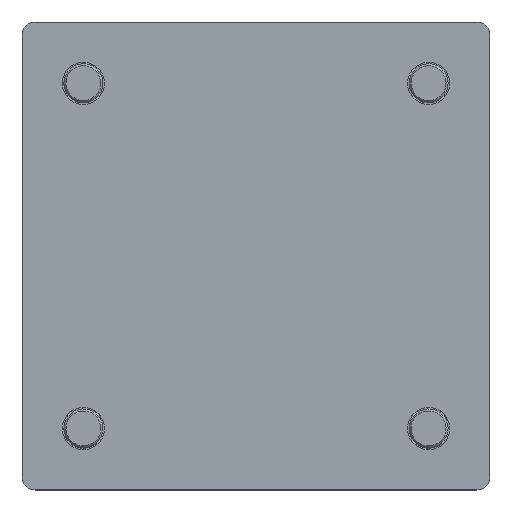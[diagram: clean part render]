
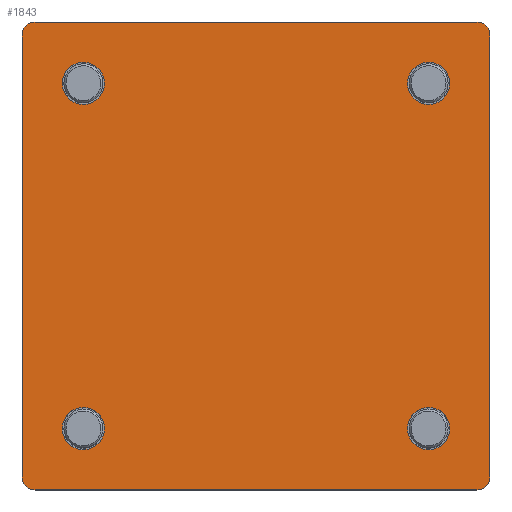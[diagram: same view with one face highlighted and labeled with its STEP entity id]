
A CAD part, top view. The second image highlights one B-rep face of the part: STEP entity #1843.
In plain terms, the highlighted planar face has unit normal (0, 0, 1).
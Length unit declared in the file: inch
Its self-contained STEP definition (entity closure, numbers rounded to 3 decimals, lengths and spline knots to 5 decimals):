
#14 = FACE_BOUND ( 'NONE', #637, .T. ) ;
#42 = CIRCLE ( 'NONE', #1736, 0.125 ) ;
#43 = DIRECTION ( 'NONE',  ( -1., 0., 0. ) ) ;
#54 = EDGE_CURVE ( 'NONE', #2930, #1989, #1072, .T. ) ;
#61 = DIRECTION ( 'NONE',  ( -1., 0., 0. ) ) ;
#71 = EDGE_CURVE ( 'NONE', #1712, #500, #4053, .T. ) ;
#88 = ORIENTED_EDGE ( 'NONE', *, *, #591, .T. ) ;
#232 = CIRCLE ( 'NONE', #3442, 0.125 ) ;
#239 = CARTESIAN_POINT ( 'NONE',  ( -1.66, -1.66, 0.625 ) ) ;
#251 = ORIENTED_EDGE ( 'NONE', *, *, #1440, .T. ) ;
#276 = AXIS2_PLACEMENT_3D ( 'NONE', #2035, #1980, #61 ) ;
#277 = VERTEX_POINT ( 'NONE', #456 ) ;
#313 = CIRCLE ( 'NONE', #1295, 0.203 ) ;
#350 = ORIENTED_EDGE ( 'NONE', *, *, #4025, .F. ) ;
#359 = DIRECTION ( 'NONE',  ( 0., 0., 1. ) ) ;
#394 = CARTESIAN_POINT ( 'NONE',  ( 1.457, 1.66, 0.625 ) ) ;
#456 = CARTESIAN_POINT ( 'NONE',  ( 2.25, -2.125, 0.625 ) ) ;
#475 = DIRECTION ( 'NONE',  ( 0., 0., 1. ) ) ;
#500 = VERTEX_POINT ( 'NONE', #3203 ) ;
#571 = EDGE_LOOP ( 'NONE', ( #2253, #4154 ) ) ;
#587 = AXIS2_PLACEMENT_3D ( 'NONE', #842, #800, #2535 ) ;
#591 = EDGE_CURVE ( 'NONE', #1481, #277, #42, .T. ) ;
#628 = VERTEX_POINT ( 'NONE', #2594 ) ;
#637 = EDGE_LOOP ( 'NONE', ( #350, #726 ) ) ;
#645 = FACE_BOUND ( 'NONE', #571, .T. ) ;
#726 = ORIENTED_EDGE ( 'NONE', *, *, #3286, .F. ) ;
#775 = CARTESIAN_POINT ( 'NONE',  ( 1.66, 1.66, 0.625 ) ) ;
#800 = DIRECTION ( 'NONE',  ( 0., 0., 1. ) ) ;
#842 = CARTESIAN_POINT ( 'NONE',  ( 1.66, 1.66, 0.625 ) ) ;
#855 = LINE ( 'NONE', #2878, #3157 ) ;
#872 = ORIENTED_EDGE ( 'NONE', *, *, #54, .F. ) ;
#896 = CIRCLE ( 'NONE', #4219, 0.203 ) ;
#907 = VERTEX_POINT ( 'NONE', #2491 ) ;
#922 = DIRECTION ( 'NONE',  ( -1., 0., 0. ) ) ;
#929 = DIRECTION ( 'NONE',  ( 0., 0., 1. ) ) ;
#973 = DIRECTION ( 'NONE',  ( 0., 0., 1. ) ) ;
#1072 = CIRCLE ( 'NONE', #1491, 0.203 ) ;
#1087 = CARTESIAN_POINT ( 'NONE',  ( -1.66, 1.66, 0.625 ) ) ;
#1120 = CARTESIAN_POINT ( 'NONE',  ( -2.25, -2.25, 0.625 ) ) ;
#1156 = EDGE_CURVE ( 'NONE', #1989, #2930, #1566, .T. ) ;
#1264 = VERTEX_POINT ( 'NONE', #4222 ) ;
#1269 = VERTEX_POINT ( 'NONE', #4136 ) ;
#1295 = AXIS2_PLACEMENT_3D ( 'NONE', #239, #2191, #4217 ) ;
#1342 = FACE_BOUND ( 'NONE', #1385, .T. ) ;
#1356 = CARTESIAN_POINT ( 'NONE',  ( 1.457, -1.66, 0.625 ) ) ;
#1371 = ORIENTED_EDGE ( 'NONE', *, *, #1156, .F. ) ;
#1385 = EDGE_LOOP ( 'NONE', ( #872, #1371 ) ) ;
#1395 = VERTEX_POINT ( 'NONE', #2045 ) ;
#1417 = DIRECTION ( 'NONE',  ( 0., 0., 1. ) ) ;
#1418 = ORIENTED_EDGE ( 'NONE', *, *, #3693, .T. ) ;
#1440 = EDGE_CURVE ( 'NONE', #1750, #1269, #2396, .T. ) ;
#1458 = CARTESIAN_POINT ( 'NONE',  ( -2.25, -2.25, 0.625 ) ) ;
#1481 = VERTEX_POINT ( 'NONE', #3648 ) ;
#1491 = AXIS2_PLACEMENT_3D ( 'NONE', #2515, #3812, #2172 ) ;
#1505 = VECTOR ( 'NONE', #3084, 39.37008 ) ;
#1510 = DIRECTION ( 'NONE',  ( 1., 0., 0. ) ) ;
#1528 = ORIENTED_EDGE ( 'NONE', *, *, #3620, .T. ) ;
#1566 = CIRCLE ( 'NONE', #3989, 0.203 ) ;
#1641 = DIRECTION ( 'NONE',  ( -1., 0., 0. ) ) ;
#1702 = DIRECTION ( 'NONE',  ( -1., 0., 0. ) ) ;
#1712 = VERTEX_POINT ( 'NONE', #394 ) ;
#1726 = AXIS2_PLACEMENT_3D ( 'NONE', #775, #1417, #2752 ) ;
#1736 = AXIS2_PLACEMENT_3D ( 'NONE', #2952, #929, #1641 ) ;
#1750 = VERTEX_POINT ( 'NONE', #2650 ) ;
#1787 = CIRCLE ( 'NONE', #1726, 0.203 ) ;
#1809 = DIRECTION ( 'NONE',  ( 0., 0., 1. ) ) ;
#1828 = VERTEX_POINT ( 'NONE', #3403 ) ;
#1843 = ADVANCED_FACE ( 'NONE', ( #14, #2366, #3658, #1342, #645 ), #3074, .F. ) ;
#1853 = DIRECTION ( 'NONE',  ( -1., 0., 0. ) ) ;
#1878 = AXIS2_PLACEMENT_3D ( 'NONE', #2368, #359, #1702 ) ;
#1913 = LINE ( 'NONE', #2924, #2116 ) ;
#1980 = DIRECTION ( 'NONE',  ( 0., 0., -1. ) ) ;
#1989 = VERTEX_POINT ( 'NONE', #2469 ) ;
#2021 = EDGE_CURVE ( 'NONE', #1269, #1481, #3473, .T. ) ;
#2035 = CARTESIAN_POINT ( 'NONE',  ( -2.25, 2.25, 0.625 ) ) ;
#2045 = CARTESIAN_POINT ( 'NONE',  ( -1.863, 1.66, 0.625 ) ) ;
#2048 = CARTESIAN_POINT ( 'NONE',  ( -2.25, 2.125, 0.625 ) ) ;
#2079 = AXIS2_PLACEMENT_3D ( 'NONE', #4091, #2455, #43 ) ;
#2114 = AXIS2_PLACEMENT_3D ( 'NONE', #3970, #2622, #4015 ) ;
#2116 = VECTOR ( 'NONE', #922, 39.37008 ) ;
#2172 = DIRECTION ( 'NONE',  ( -1., 0., 0. ) ) ;
#2185 = VERTEX_POINT ( 'NONE', #3252 ) ;
#2191 = DIRECTION ( 'NONE',  ( 0., 0., 1. ) ) ;
#2203 = ORIENTED_EDGE ( 'NONE', *, *, #71, .F. ) ;
#2226 = VECTOR ( 'NONE', #1510, 39.37008 ) ;
#2228 = ORIENTED_EDGE ( 'NONE', *, *, #3935, .T. ) ;
#2242 = DIRECTION ( 'NONE',  ( 0., 0., 1. ) ) ;
#2246 = EDGE_LOOP ( 'NONE', ( #2203, #3718 ) ) ;
#2253 = ORIENTED_EDGE ( 'NONE', *, *, #3491, .F. ) ;
#2274 = ORIENTED_EDGE ( 'NONE', *, *, #2851, .T. ) ;
#2366 = FACE_BOUND ( 'NONE', #2246, .T. ) ;
#2368 = CARTESIAN_POINT ( 'NONE',  ( -1.66, 1.66, 0.625 ) ) ;
#2396 = CIRCLE ( 'NONE', #2114, 0.125 ) ;
#2455 = DIRECTION ( 'NONE',  ( 0., 0., 1. ) ) ;
#2469 = CARTESIAN_POINT ( 'NONE',  ( 1.863, -1.66, 0.625 ) ) ;
#2491 = CARTESIAN_POINT ( 'NONE',  ( -1.457, 1.66, 0.625 ) ) ;
#2510 = CIRCLE ( 'NONE', #2931, 0.203 ) ;
#2515 = CARTESIAN_POINT ( 'NONE',  ( 1.66, -1.66, 0.625 ) ) ;
#2535 = DIRECTION ( 'NONE',  ( -1., 0., 0. ) ) ;
#2594 = CARTESIAN_POINT ( 'NONE',  ( 2.25, 2.125, 0.625 ) ) ;
#2596 = ORIENTED_EDGE ( 'NONE', *, *, #4206, .T. ) ;
#2622 = DIRECTION ( 'NONE',  ( 0., 0., 1. ) ) ;
#2638 = CARTESIAN_POINT ( 'NONE',  ( -2.125, 2.125, 0.625 ) ) ;
#2650 = CARTESIAN_POINT ( 'NONE',  ( -2.25, -2.125, 0.625 ) ) ;
#2752 = DIRECTION ( 'NONE',  ( -1., 0., 0. ) ) ;
#2763 = VERTEX_POINT ( 'NONE', #2048 ) ;
#2851 = EDGE_CURVE ( 'NONE', #2763, #1750, #3757, .T. ) ;
#2878 = CARTESIAN_POINT ( 'NONE',  ( 2.25, -2.25, 0.625 ) ) ;
#2924 = CARTESIAN_POINT ( 'NONE',  ( -2.25, 2.25, 0.625 ) ) ;
#2930 = VERTEX_POINT ( 'NONE', #1356 ) ;
#2931 = AXIS2_PLACEMENT_3D ( 'NONE', #3260, #2242, #1853 ) ;
#2952 = CARTESIAN_POINT ( 'NONE',  ( 2.125, -2.125, 0.625 ) ) ;
#3037 = VERTEX_POINT ( 'NONE', #3796 ) ;
#3074 = PLANE ( 'NONE',  #276 ) ;
#3084 = DIRECTION ( 'NONE',  ( 0., -1., 0. ) ) ;
#3093 = EDGE_LOOP ( 'NONE', ( #2274, #251, #4178, #88, #2596, #1418, #2228, #1528 ) ) ;
#3139 = DIRECTION ( 'NONE',  ( -1., 0., 0. ) ) ;
#3145 = DIRECTION ( 'NONE',  ( 0., 1., 0. ) ) ;
#3157 = VECTOR ( 'NONE', #3145, 39.37008 ) ;
#3192 = CIRCLE ( 'NONE', #1878, 0.203 ) ;
#3203 = CARTESIAN_POINT ( 'NONE',  ( 1.863, 1.66, 0.625 ) ) ;
#3252 = CARTESIAN_POINT ( 'NONE',  ( -1.863, -1.66, 0.625 ) ) ;
#3260 = CARTESIAN_POINT ( 'NONE',  ( -1.66, -1.66, 0.625 ) ) ;
#3286 = EDGE_CURVE ( 'NONE', #907, #1395, #896, .T. ) ;
#3403 = CARTESIAN_POINT ( 'NONE',  ( -1.457, -1.66, 0.625 ) ) ;
#3442 = AXIS2_PLACEMENT_3D ( 'NONE', #2638, #973, #3618 ) ;
#3473 = LINE ( 'NONE', #1120, #2226 ) ;
#3491 = EDGE_CURVE ( 'NONE', #2185, #1828, #2510, .T. ) ;
#3600 = CARTESIAN_POINT ( 'NONE',  ( 1.66, -1.66, 0.625 ) ) ;
#3618 = DIRECTION ( 'NONE',  ( -1., 0., 0. ) ) ;
#3620 = EDGE_CURVE ( 'NONE', #3037, #2763, #232, .T. ) ;
#3648 = CARTESIAN_POINT ( 'NONE',  ( 2.125, -2.25, 0.625 ) ) ;
#3658 = FACE_OUTER_BOUND ( 'NONE', #3093, .T. ) ;
#3693 = EDGE_CURVE ( 'NONE', #628, #1264, #3916, .T. ) ;
#3709 = DIRECTION ( 'NONE',  ( -1., 0., 0. ) ) ;
#3718 = ORIENTED_EDGE ( 'NONE', *, *, #3765, .F. ) ;
#3757 = LINE ( 'NONE', #1458, #1505 ) ;
#3765 = EDGE_CURVE ( 'NONE', #500, #1712, #1787, .T. ) ;
#3796 = CARTESIAN_POINT ( 'NONE',  ( -2.125, 2.25, 0.625 ) ) ;
#3812 = DIRECTION ( 'NONE',  ( 0., 0., 1. ) ) ;
#3858 = EDGE_CURVE ( 'NONE', #1828, #2185, #313, .T. ) ;
#3916 = CIRCLE ( 'NONE', #2079, 0.125 ) ;
#3935 = EDGE_CURVE ( 'NONE', #1264, #3037, #1913, .T. ) ;
#3970 = CARTESIAN_POINT ( 'NONE',  ( -2.125, -2.125, 0.625 ) ) ;
#3989 = AXIS2_PLACEMENT_3D ( 'NONE', #3600, #475, #3709 ) ;
#4015 = DIRECTION ( 'NONE',  ( -1., 0., 0. ) ) ;
#4025 = EDGE_CURVE ( 'NONE', #1395, #907, #3192, .T. ) ;
#4053 = CIRCLE ( 'NONE', #587, 0.203 ) ;
#4091 = CARTESIAN_POINT ( 'NONE',  ( 2.125, 2.125, 0.625 ) ) ;
#4136 = CARTESIAN_POINT ( 'NONE',  ( -2.125, -2.25, 0.625 ) ) ;
#4154 = ORIENTED_EDGE ( 'NONE', *, *, #3858, .F. ) ;
#4178 = ORIENTED_EDGE ( 'NONE', *, *, #2021, .T. ) ;
#4206 = EDGE_CURVE ( 'NONE', #277, #628, #855, .T. ) ;
#4217 = DIRECTION ( 'NONE',  ( -1., 0., 0. ) ) ;
#4219 = AXIS2_PLACEMENT_3D ( 'NONE', #1087, #1809, #3139 ) ;
#4222 = CARTESIAN_POINT ( 'NONE',  ( 2.125, 2.25, 0.625 ) ) ;
